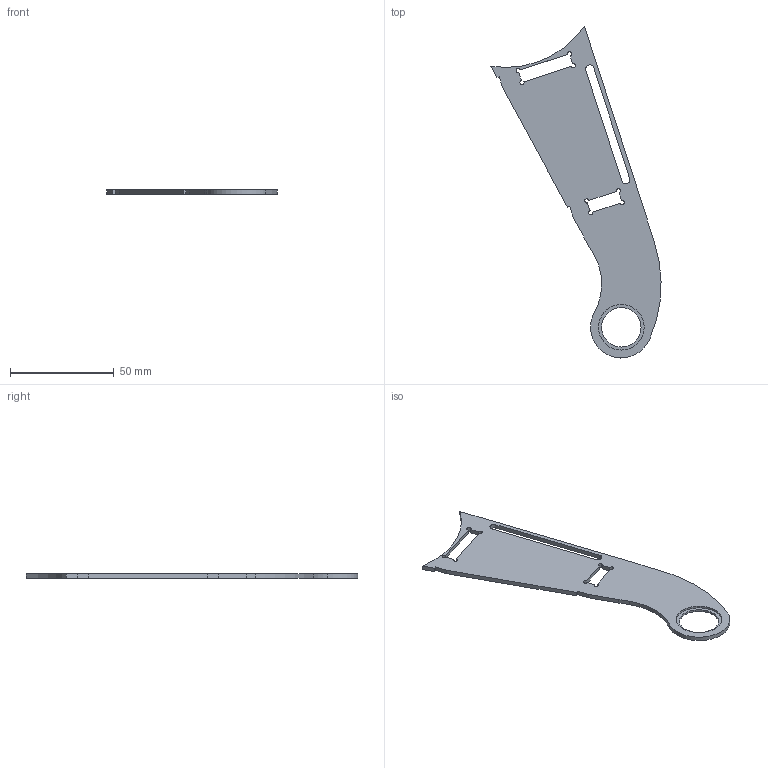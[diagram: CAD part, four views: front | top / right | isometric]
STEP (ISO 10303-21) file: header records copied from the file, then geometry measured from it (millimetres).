
FILE_DESCRIPTION (( 'STEP AP214' ), '1' );
FILE_NAME ('囀耜抯啣2.STEP', '2023-03-20T11:08:03', ( '' ), ( '' ), 'SwSTEP 2.0', 'SolidWorks 2021', '' );
FILE_SCHEMA (( 'AUTOMOTIVE_DESIGN' ));
Length unit declared in the file: millimetre
Products named in the file (1): 囀耜抯啣2
Bounding box: 81.97 x 159.92 x 2 mm (x, y, z)
Volume: 9109.4 mm3; surface area: 10621.5 mm2
Topology: 1 solids, 1 shells, 57 faces, 162 edges, 108 vertices
Faces by surface type: cylinder 33, plane 22, bspline 2
Entity records: 2066 total; most frequent: CARTESIAN_POINT 476, DIRECTION 336, ORIENTED_EDGE 324, EDGE_CURVE 162, AXIS2_PLACEMENT_3D 122, VERTEX_POINT 108, VECTOR 92, LINE 92
